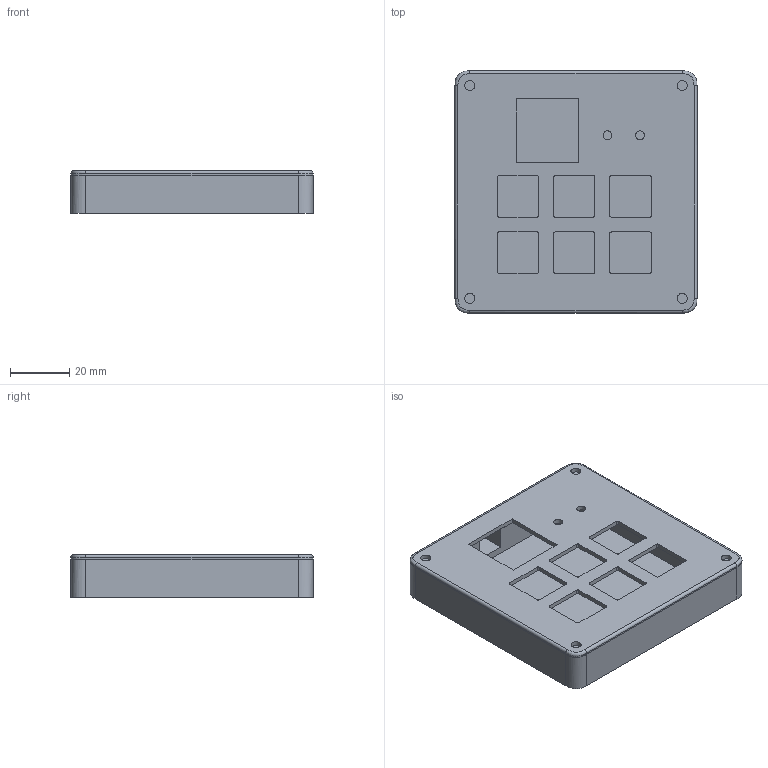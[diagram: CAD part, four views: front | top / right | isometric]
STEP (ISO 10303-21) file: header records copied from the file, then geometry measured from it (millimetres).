
FILE_DESCRIPTION(/* description */ ('STEP AP242','CAx-IF Rec.Pracs.---Representation and Presentation of Product Manufacturing Information (PMI)---4.0---2014-10-13','CAx-IF Rec.Pracs.---3D Tessellated Geometry---0.4---2014-09-14','2;1'),/* implementation_level */ '2;1');
FILE_NAME(/* name */ '686ddd1abaf5014ee5568494',/* time_stamp */ '2025-07-09T03:08:12Z',/* author */ (''),/* organization */ (''),/* preprocessor_version */ 'ST-DEVELOPER v20',/* originating_system */ 'ONSHAPE BY PTC INC, 1.200',/* authorisation */ ' ');
FILE_SCHEMA (('AP242_MANAGED_MODEL_BASED_3D_ENGINEERING_MIM_LF { 1 0 10303 442 1 1 4 }'));
Length unit declared in the file: metre
Products named in the file (2): Part 1; Part 2
Bounding box: 81.94 x 82 x 14.5 mm (x, y, z)
Volume: 53790.6 mm3; surface area: 31717.1 mm2
Topology: 2 solids, 2 shells, 603 faces, 1705 edges, 1134 vertices
Faces by surface type: cylinder 297, plane 166, bspline 140
Full cylindrical faces by diameter (mm): 3 x2, 3.4 x8, 6 x4
Entity records: 20475 total; most frequent: CARTESIAN_POINT 5206, ORIENTED_EDGE 3382, DIRECTION 2915, EDGE_CURVE 1691, VERTEX_POINT 1134, AXIS2_PLACEMENT_3D 1059, LINE 797, VECTOR 797
